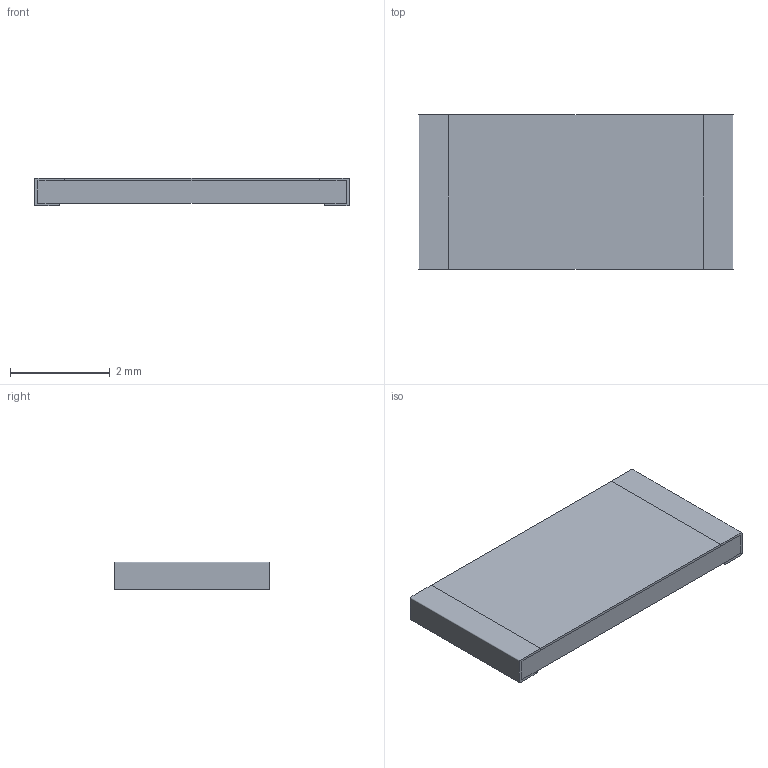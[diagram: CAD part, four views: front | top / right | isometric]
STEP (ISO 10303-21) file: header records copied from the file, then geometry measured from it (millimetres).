
FILE_DESCRIPTION(('FreeCAD Model'),'2;1');
FILE_NAME('Document_sp.step', '2017-08-31T12:12:58',('kicad StepUp'),('ksu MCAD'), 'Open CASCADE STEP processor 6.8','FreeCAD','Unknown');
FILE_SCHEMA(('AUTOMOTIVE_DESIGN_CC2 { 1 2 10303 214 -1 1 5 4 }'));
Length unit declared in the file: millimetre
Products named in the file (2): ASSEMBLY; Document_sp
Assembly tree (1 placements, depth 2):
  ASSEMBLY
    Document_sp
Bounding box: 6.3 x 3.1 x 0.55 mm (x, y, z)
Volume: 9.9 mm3; surface area: 49.1 mm2
Topology: 1 solids, 1 shells, 13 faces, 31 edges, 20 vertices
Faces by surface type: plane 9, bspline 4
Entity records: 637 total; most frequent: CARTESIAN_POINT 307, ORIENTED_EDGE 62, EDGE_CURVE 31, DIRECTION 22, VERTEX_POINT 20, ADVANCED_FACE 13, FACE_BOUND 13, EDGE_LOOP 13
